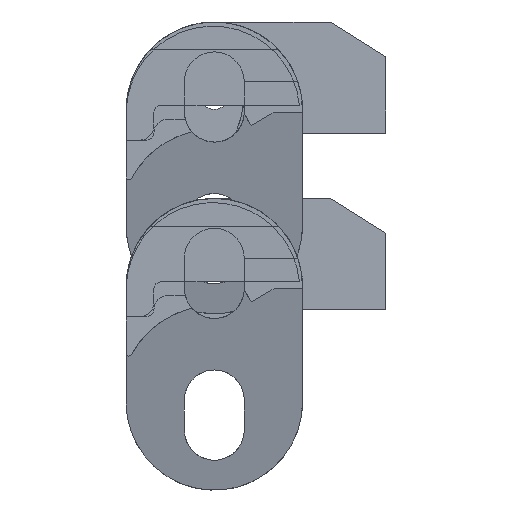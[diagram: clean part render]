
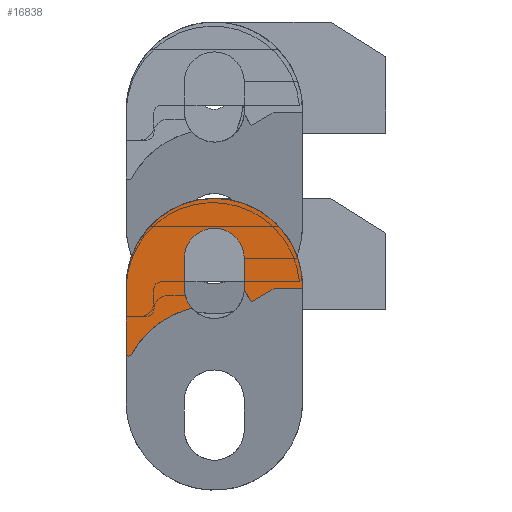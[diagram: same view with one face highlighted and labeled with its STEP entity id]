
A CAD part, left-side view. The second image highlights one B-rep face of the part: STEP entity #16838.
In plain terms, the highlighted planar face has unit normal (-1, 0, 0).
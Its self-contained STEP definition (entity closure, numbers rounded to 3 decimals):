
#13 = CARTESIAN_POINT ( 'NONE',  ( 0., 0., 4. ) ) ;
#202 = ORIENTED_EDGE ( 'NONE', *, *, #26531, .T. ) ;
#293 = CARTESIAN_POINT ( 'NONE',  ( 0., 2.15, 4. ) ) ;
#450 = CIRCLE ( 'NONE', #926, 0.2 ) ;
#926 = AXIS2_PLACEMENT_3D ( 'NONE', #20052, #12891, #7888 ) ;
#1172 = EDGE_CURVE ( 'NONE', #18846, #20328, #2707, .T. ) ;
#1477 = DIRECTION ( 'NONE',  ( 0., 0., -1. ) ) ;
#2165 = EDGE_CURVE ( 'NONE', #16598, #17813, #20687, .T. ) ;
#2516 = CARTESIAN_POINT ( 'NONE',  ( 0., -2.15, 6.2 ) ) ;
#2526 = CARTESIAN_POINT ( 'NONE',  ( 0., 1.632, 2.6 ) ) ;
#2682 = CARTESIAN_POINT ( 'NONE',  ( 0., -2.15, 4. ) ) ;
#2707 = CIRCLE ( 'NONE', #21658, 6.35 ) ;
#3801 = VERTEX_POINT ( 'NONE', #2682 ) ;
#3966 = ORIENTED_EDGE ( 'NONE', *, *, #24041, .F. ) ;
#4371 = CARTESIAN_POINT ( 'NONE',  ( 0., -1.075, 2.138 ) ) ;
#4808 = DIRECTION ( 'NONE',  ( 0., 0., -1. ) ) ;
#5360 = AXIS2_PLACEMENT_3D ( 'NONE', #13, #10164, #14835 ) ;
#5607 = CIRCLE ( 'NONE', #24061, 2.15 ) ;
#6034 = CARTESIAN_POINT ( 'NONE',  ( 0., 2.15, 6.2 ) ) ;
#6772 = VERTEX_POINT ( 'NONE', #8537 ) ;
#7134 = CARTESIAN_POINT ( 'NONE',  ( 0., 0., 4.15 ) ) ;
#7189 = DIRECTION ( 'NONE',  ( 0., 0., 1. ) ) ;
#7511 = DIRECTION ( 'NONE',  ( 1., 0., 0. ) ) ;
#7776 = ORIENTED_EDGE ( 'NONE', *, *, #13997, .T. ) ;
#7888 = DIRECTION ( 'NONE',  ( 0., 0., -1. ) ) ;
#8381 = VECTOR ( 'NONE', #26336, 1000. ) ;
#8484 = ORIENTED_EDGE ( 'NONE', *, *, #29949, .F. ) ;
#8537 = CARTESIAN_POINT ( 'NONE',  ( 0., 6.35, 4.15 ) ) ;
#8781 = AXIS2_PLACEMENT_3D ( 'NONE', #20762, #18594, #8899 ) ;
#8786 = ORIENTED_EDGE ( 'NONE', *, *, #1172, .F. ) ;
#8899 = DIRECTION ( 'NONE',  ( 0., 0., -1. ) ) ;
#9046 = CARTESIAN_POINT ( 'NONE',  ( 0., -2.148, 3.912 ) ) ;
#9198 = DIRECTION ( 'NONE',  ( 0., -0.866, 0.5 ) ) ;
#9349 = CARTESIAN_POINT ( 'NONE',  ( 0., -4.3, 4. ) ) ;
#9360 = VECTOR ( 'NONE', #9198, 1000. ) ;
#9548 = FACE_OUTER_BOUND ( 'NONE', #25912, .T. ) ;
#9754 = EDGE_CURVE ( 'NONE', #16760, #3801, #13359, .T. ) ;
#10164 = DIRECTION ( 'NONE',  ( 1., 0., 0. ) ) ;
#10480 = ORIENTED_EDGE ( 'NONE', *, *, #26480, .T. ) ;
#10627 = DIRECTION ( 'NONE',  ( 1., 0., 0. ) ) ;
#10657 = ORIENTED_EDGE ( 'NONE', *, *, #9754, .T. ) ;
#10701 = CARTESIAN_POINT ( 'NONE',  ( 0., -2.648, 3.046 ) ) ;
#10750 = CARTESIAN_POINT ( 'NONE',  ( 0., -6.35, 4.15 ) ) ;
#10884 = CIRCLE ( 'NONE', #21853, 0.2 ) ;
#10891 = EDGE_CURVE ( 'NONE', #6772, #18846, #24219, .T. ) ;
#11053 = VERTEX_POINT ( 'NONE', #20130 ) ;
#11576 = CARTESIAN_POINT ( 'NONE',  ( 0., -6.35, 4.15 ) ) ;
#11742 = ORIENTED_EDGE ( 'NONE', *, *, #19680, .T. ) ;
#11982 = ORIENTED_EDGE ( 'NONE', *, *, #25284, .T. ) ;
#12633 = DIRECTION ( 'NONE',  ( 0., 0., -1. ) ) ;
#12891 = DIRECTION ( 'NONE',  ( -1., 0., 0. ) ) ;
#13025 = VECTOR ( 'NONE', #27365, 1000. ) ;
#13053 = LINE ( 'NONE', #10701, #13025 ) ;
#13206 = EDGE_CURVE ( 'NONE', #17813, #11053, #17844, .T. ) ;
#13359 = LINE ( 'NONE', #13508, #30668 ) ;
#13508 = CARTESIAN_POINT ( 'NONE',  ( 0., -2.15, 6.2 ) ) ;
#13509 = VERTEX_POINT ( 'NONE', #9046 ) ;
#13890 = LINE ( 'NONE', #293, #8381 ) ;
#13997 = EDGE_CURVE ( 'NONE', #14801, #22590, #26309, .T. ) ;
#14047 = CARTESIAN_POINT ( 'NONE',  ( 0., 6.35, -0.658 ) ) ;
#14116 = ORIENTED_EDGE ( 'NONE', *, *, #13206, .T. ) ;
#14322 = DIRECTION ( 'NONE',  ( 1., 0., 0. ) ) ;
#14601 = CARTESIAN_POINT ( 'NONE',  ( 0., 0., 6.2 ) ) ;
#14783 = ORIENTED_EDGE ( 'NONE', *, *, #23854, .T. ) ;
#14801 = VERTEX_POINT ( 'NONE', #6034 ) ;
#14835 = DIRECTION ( 'NONE',  ( 0., 0., -1. ) ) ;
#14929 = VERTEX_POINT ( 'NONE', #17105 ) ;
#15431 = ORIENTED_EDGE ( 'NONE', *, *, #15524, .T. ) ;
#15496 = VERTEX_POINT ( 'NONE', #18264 ) ;
#15524 = EDGE_CURVE ( 'NONE', #14929, #16598, #10884, .T. ) ;
#16426 = ORIENTED_EDGE ( 'NONE', *, *, #20635, .T. ) ;
#16571 = CARTESIAN_POINT ( 'NONE',  ( 0., 0., 4.15 ) ) ;
#16598 = VERTEX_POINT ( 'NONE', #25761 ) ;
#16760 = VERTEX_POINT ( 'NONE', #2516 ) ;
#16838 = ADVANCED_FACE ( 'NONE', ( #9548 ), #19067, .T. ) ;
#17105 = CARTESIAN_POINT ( 'NONE',  ( 0., 6.15, -0.858 ) ) ;
#17454 = CARTESIAN_POINT ( 'NONE',  ( 0., -2.648, 3.046 ) ) ;
#17711 = AXIS2_PLACEMENT_3D ( 'NONE', #21667, #24142, #28820 ) ;
#17813 = VERTEX_POINT ( 'NONE', #2526 ) ;
#17844 = CIRCLE ( 'NONE', #5360, 2.15 ) ;
#18248 = VERTEX_POINT ( 'NONE', #23194 ) ;
#18264 = CARTESIAN_POINT ( 'NONE',  ( 0., -4.3, 4. ) ) ;
#18594 = DIRECTION ( 'NONE',  ( 1., 0., 0. ) ) ;
#18846 = VERTEX_POINT ( 'NONE', #23463 ) ;
#19067 = PLANE ( 'NONE',  #26846 ) ;
#19376 = AXIS2_PLACEMENT_3D ( 'NONE', #14601, #21801, #28487 ) ;
#19680 = EDGE_CURVE ( 'NONE', #13509, #29808, #13053, .T. ) ;
#19771 = VECTOR ( 'NONE', #12633, 1000. ) ;
#20052 = CARTESIAN_POINT ( 'NONE',  ( 0., 6.15, -0.658 ) ) ;
#20130 = CARTESIAN_POINT ( 'NONE',  ( 0., 2.15, 4. ) ) ;
#20295 = CARTESIAN_POINT ( 'NONE',  ( 0., 0., 4. ) ) ;
#20328 = VERTEX_POINT ( 'NONE', #11576 ) ;
#20635 = EDGE_CURVE ( 'NONE', #3801, #13509, #5607, .T. ) ;
#20687 = CIRCLE ( 'NONE', #17711, 6.8 ) ;
#20728 = AXIS2_PLACEMENT_3D ( 'NONE', #21561, #7511, #21721 ) ;
#20762 = CARTESIAN_POINT ( 'NONE',  ( 0., 0., 6.2 ) ) ;
#21206 = DIRECTION ( 'NONE',  ( -1., 0., 0. ) ) ;
#21238 = CIRCLE ( 'NONE', #8781, 2.15 ) ;
#21561 = CARTESIAN_POINT ( 'NONE',  ( 0., 0., 4.15 ) ) ;
#21658 = AXIS2_PLACEMENT_3D ( 'NONE', #7134, #14322, #24746 ) ;
#21667 = CARTESIAN_POINT ( 'NONE',  ( 0., 0., -4.001 ) ) ;
#21721 = DIRECTION ( 'NONE',  ( 0., 0., -1. ) ) ;
#21801 = DIRECTION ( 'NONE',  ( 1., 0., 0. ) ) ;
#21853 = AXIS2_PLACEMENT_3D ( 'NONE', #28674, #21206, #4808 ) ;
#22590 = VERTEX_POINT ( 'NONE', #23411 ) ;
#22740 = LINE ( 'NONE', #25368, #24945 ) ;
#23194 = CARTESIAN_POINT ( 'NONE',  ( 0., -6.35, 4. ) ) ;
#23411 = CARTESIAN_POINT ( 'NONE',  ( 0., 0., 8.35 ) ) ;
#23463 = CARTESIAN_POINT ( 'NONE',  ( 0., 0., 10.5 ) ) ;
#23704 = LINE ( 'NONE', #4371, #9360 ) ;
#23854 = EDGE_CURVE ( 'NONE', #22590, #16760, #21238, .T. ) ;
#24041 = EDGE_CURVE ( 'NONE', #20328, #18248, #27100, .T. ) ;
#24061 = AXIS2_PLACEMENT_3D ( 'NONE', #20295, #10627, #30095 ) ;
#24142 = DIRECTION ( 'NONE',  ( 1., 0., 0. ) ) ;
#24219 = CIRCLE ( 'NONE', #20728, 6.35 ) ;
#24746 = DIRECTION ( 'NONE',  ( 0., 0., -1. ) ) ;
#24945 = VECTOR ( 'NONE', #29745, 1000. ) ;
#25284 = EDGE_CURVE ( 'NONE', #15496, #18248, #28218, .T. ) ;
#25368 = CARTESIAN_POINT ( 'NONE',  ( 0., 6.35, 4.15 ) ) ;
#25761 = CARTESIAN_POINT ( 'NONE',  ( 0., 5.974, -0.754 ) ) ;
#25912 = EDGE_LOOP ( 'NONE', ( #16426, #11742, #202, #11982, #3966, #8786, #28627, #8484, #27076, #15431, #28766, #14116, #10480, #7776, #14783, #10657 ) ) ;
#26309 = CIRCLE ( 'NONE', #19376, 2.15 ) ;
#26336 = DIRECTION ( 'NONE',  ( 0., 0., 1. ) ) ;
#26371 = DIRECTION ( 'NONE',  ( -1., 0., 0. ) ) ;
#26480 = EDGE_CURVE ( 'NONE', #11053, #14801, #13890, .T. ) ;
#26489 = VERTEX_POINT ( 'NONE', #14047 ) ;
#26531 = EDGE_CURVE ( 'NONE', #29808, #15496, #23704, .T. ) ;
#26846 = AXIS2_PLACEMENT_3D ( 'NONE', #16571, #26371, #7189 ) ;
#27076 = ORIENTED_EDGE ( 'NONE', *, *, #28009, .T. ) ;
#27100 = LINE ( 'NONE', #10750, #19771 ) ;
#27365 = DIRECTION ( 'NONE',  ( 0., -0.5, -0.866 ) ) ;
#27756 = VECTOR ( 'NONE', #30412, 1000. ) ;
#28009 = EDGE_CURVE ( 'NONE', #26489, #14929, #450, .T. ) ;
#28218 = LINE ( 'NONE', #9349, #27756 ) ;
#28487 = DIRECTION ( 'NONE',  ( 0., 0., -1. ) ) ;
#28627 = ORIENTED_EDGE ( 'NONE', *, *, #10891, .F. ) ;
#28674 = CARTESIAN_POINT ( 'NONE',  ( 0., 6.15, -0.658 ) ) ;
#28766 = ORIENTED_EDGE ( 'NONE', *, *, #2165, .T. ) ;
#28820 = DIRECTION ( 'NONE',  ( 0., 0., -1. ) ) ;
#29745 = DIRECTION ( 'NONE',  ( 0., 0., 1. ) ) ;
#29808 = VERTEX_POINT ( 'NONE', #17454 ) ;
#29949 = EDGE_CURVE ( 'NONE', #26489, #6772, #22740, .T. ) ;
#30095 = DIRECTION ( 'NONE',  ( 0., 0., -1. ) ) ;
#30412 = DIRECTION ( 'NONE',  ( 0., -1., 0. ) ) ;
#30668 = VECTOR ( 'NONE', #1477, 1000. ) ;
